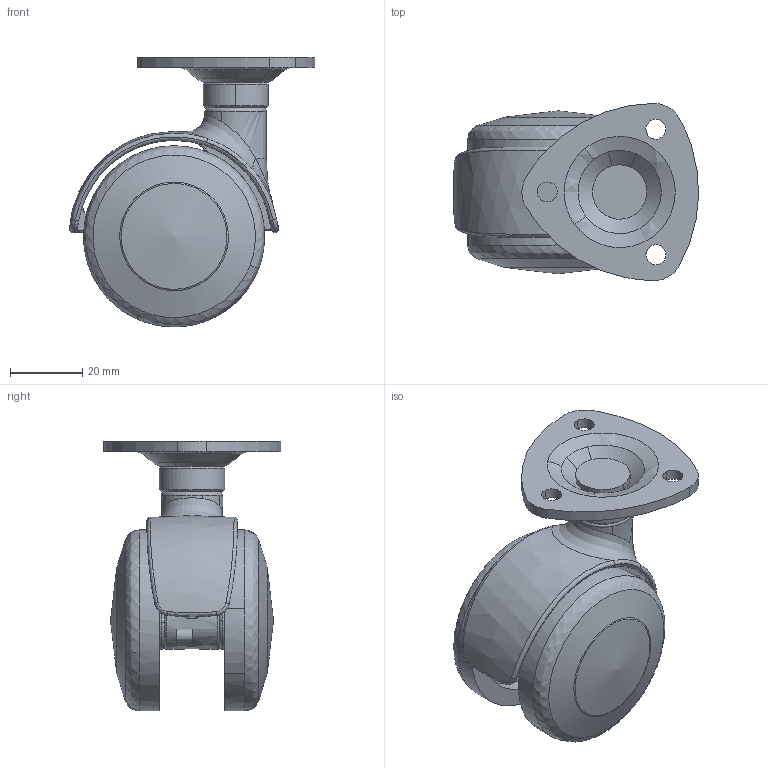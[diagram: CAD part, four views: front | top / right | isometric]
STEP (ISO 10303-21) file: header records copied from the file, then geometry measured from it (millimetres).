
FILE_DESCRIPTION((''),'2;1');
FILE_NAME('','2005-12-16T11:28:09',(''),(''),'','CADfix','');
FILE_SCHEMA(('AUTOMOTIVE_DESIGN'));
Length unit declared in the file: millimetre
Products named in the file (5): wheel; body; mounting plate; main shaft; MY6_14797_36
Assembly tree (5 placements, depth 2):
  MY6_14797_36
    wheel  x2
    body
    mounting plate
    main shaft
Bounding box: 67.74 x 48.91 x 74.5 mm (x, y, z)
Volume: 59088 mm3; surface area: 31527 mm2
Topology: 6 solids, 6 shells, 177 faces, 548 edges, 396 vertices
Faces by surface type: bspline 177
Entity records: 10582 total; most frequent: CARTESIAN_POINT 7934, ORIENTED_EDGE 964, EDGE_CURVE 482, VERTEX_POINT 344, EDGE_LOOP 182, FACE_OUTER_BOUND 158, ADVANCED_FACE 158, QUASI_UNIFORM_CURVE 93
